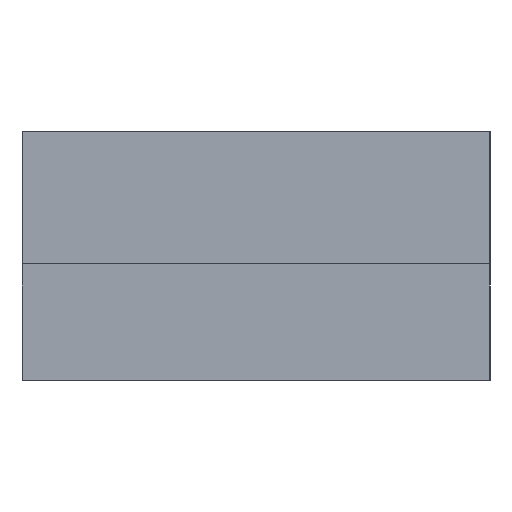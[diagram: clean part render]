
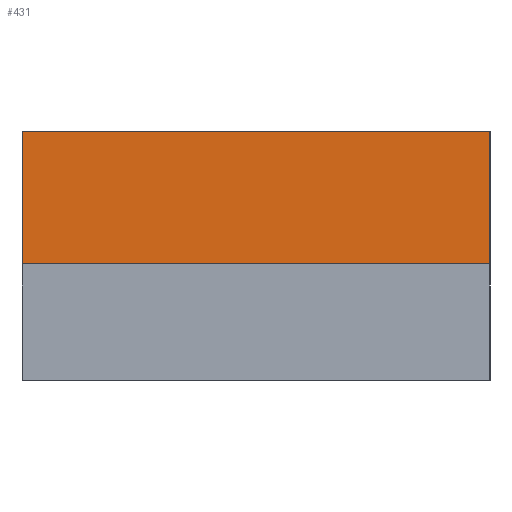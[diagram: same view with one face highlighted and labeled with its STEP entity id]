
A CAD part, front view. The second image highlights one B-rep face of the part: STEP entity #431.
In plain terms, the highlighted planar face has unit normal (0, -1, 0).
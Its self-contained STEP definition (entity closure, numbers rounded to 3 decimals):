
#41=PLANE('',#492);
#68=FACE_OUTER_BOUND('',#107,.T.);
#107=EDGE_LOOP('',(#377,#378,#379,#380));
#126=LINE('',#680,#160);
#135=LINE('',#711,#169);
#142=LINE('',#737,#176);
#143=LINE('',#738,#177);
#160=VECTOR('',#552,10.);
#169=VECTOR('',#585,10.);
#176=VECTOR('',#616,10.);
#177=VECTOR('',#617,10.);
#217=VERTEX_POINT('',#677);
#218=VERTEX_POINT('',#679);
#228=VERTEX_POINT('',#710);
#235=VERTEX_POINT('',#736);
#259=EDGE_CURVE('',#218,#217,#126,.T.);
#274=EDGE_CURVE('',#218,#228,#135,.T.);
#286=EDGE_CURVE('',#235,#217,#142,.T.);
#287=EDGE_CURVE('',#235,#228,#143,.T.);
#377=ORIENTED_EDGE('',*,*,#259,.T.);
#378=ORIENTED_EDGE('',*,*,#286,.F.);
#379=ORIENTED_EDGE('',*,*,#287,.T.);
#380=ORIENTED_EDGE('',*,*,#274,.F.);
#431=ADVANCED_FACE('',(#68),#41,.T.);
#492=AXIS2_PLACEMENT_3D('',#735,#614,#615);
#552=DIRECTION('',(0.,0.,-1.));
#585=DIRECTION('',(1.,0.,0.));
#614=DIRECTION('center_axis',(0.,-1.,0.));
#615=DIRECTION('ref_axis',(1.,0.,0.));
#616=DIRECTION('',(-1.,0.,0.));
#617=DIRECTION('',(0.,0.,1.));
#677=CARTESIAN_POINT('',(-27.064,-6.35,5.));
#679=CARTESIAN_POINT('',(-27.064,-6.35,10.668));
#680=CARTESIAN_POINT('',(-27.064,-6.35,5.167));
#710=CARTESIAN_POINT('',(-7.064,-6.35,10.668));
#711=CARTESIAN_POINT('',(-7.064,-6.35,10.668));
#735=CARTESIAN_POINT('Origin',(-32.464,-6.35,5.));
#736=CARTESIAN_POINT('',(-7.064,-6.35,5.));
#737=CARTESIAN_POINT('',(-26.114,-6.35,5.));
#738=CARTESIAN_POINT('',(-7.064,-6.35,5.));
